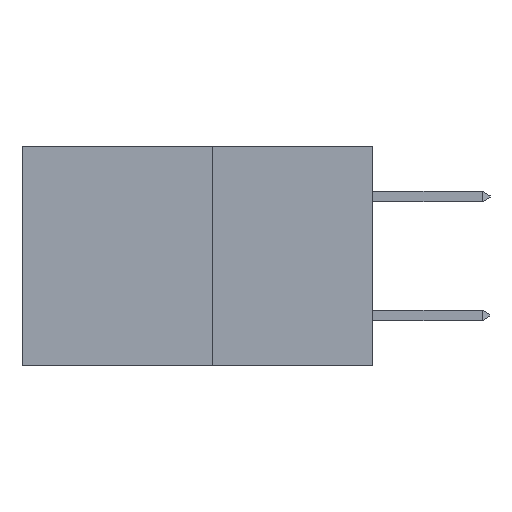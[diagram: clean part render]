
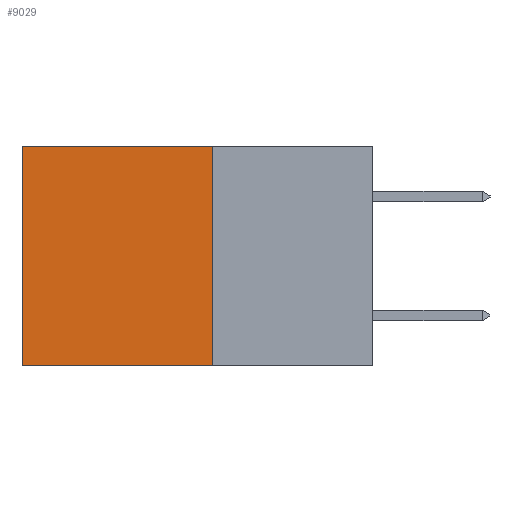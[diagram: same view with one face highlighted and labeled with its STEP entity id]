
A CAD part, left-side view. The second image highlights one B-rep face of the part: STEP entity #9029.
In plain terms, the highlighted planar face has unit normal (-1, 0, 0).
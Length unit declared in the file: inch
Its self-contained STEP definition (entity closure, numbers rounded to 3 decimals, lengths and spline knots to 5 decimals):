
#1188 = CARTESIAN_POINT ( 'NONE',  ( 0.277, 0.27, -0.37 ) ) ;
#1595 = DIRECTION ( 'NONE',  ( 0., 1., 0. ) ) ;
#3066 = DIRECTION ( 'NONE',  ( 0., 0., -1. ) ) ;
#3242 = LINE ( 'NONE', #6086, #7558 ) ;
#3640 = ORIENTED_EDGE ( 'NONE', *, *, #22134, .T. ) ;
#4192 = VERTEX_POINT ( 'NONE', #19661 ) ;
#4475 = CARTESIAN_POINT ( 'NONE',  ( 0.277, 0.27, 0. ) ) ;
#5596 = ORIENTED_EDGE ( 'NONE', *, *, #23471, .F. ) ;
#6086 = CARTESIAN_POINT ( 'NONE',  ( 0.277, 0.27, -0.37 ) ) ;
#7083 = DIRECTION ( 'NONE',  ( 0., 1., 0. ) ) ;
#7558 = VECTOR ( 'NONE', #16970, 39.37008 ) ;
#8457 = FACE_OUTER_BOUND ( 'NONE', #9975, .T. ) ;
#9029 = ADVANCED_FACE ( 'NONE', ( #8457 ), #13890, .F. ) ;
#9060 = ORIENTED_EDGE ( 'NONE', *, *, #10203, .F. ) ;
#9099 = VECTOR ( 'NONE', #12604, 39.37008 ) ;
#9736 = ORIENTED_EDGE ( 'NONE', *, *, #20413, .T. ) ;
#9975 = EDGE_LOOP ( 'NONE', ( #3640, #5596, #9060, #9736 ) ) ;
#10188 = AXIS2_PLACEMENT_3D ( 'NONE', #1188, #13974, #3066 ) ;
#10203 = EDGE_CURVE ( 'NONE', #10281, #4192, #3242, .T. ) ;
#10281 = VERTEX_POINT ( 'NONE', #4475 ) ;
#10730 = CARTESIAN_POINT ( 'NONE',  ( 0.277, 0.27, -0.37 ) ) ;
#11163 = VECTOR ( 'NONE', #7083, 39.37008 ) ;
#11700 = VERTEX_POINT ( 'NONE', #12433 ) ;
#12433 = CARTESIAN_POINT ( 'NONE',  ( 0.277, 0.59, -0.37 ) ) ;
#12604 = DIRECTION ( 'NONE',  ( 0., 0., -1. ) ) ;
#12696 = VECTOR ( 'NONE', #1595, 39.37008 ) ;
#13890 = PLANE ( 'NONE',  #10188 ) ;
#13974 = DIRECTION ( 'NONE',  ( 1., 0., 0. ) ) ;
#15273 = VERTEX_POINT ( 'NONE', #15529 ) ;
#15529 = CARTESIAN_POINT ( 'NONE',  ( 0.277, 0.59, 0. ) ) ;
#16273 = CARTESIAN_POINT ( 'NONE',  ( 0.277, 0.59, -0.37 ) ) ;
#16970 = DIRECTION ( 'NONE',  ( 0., 0., -1. ) ) ;
#18216 = LINE ( 'NONE', #16273, #9099 ) ;
#19661 = CARTESIAN_POINT ( 'NONE',  ( 0.277, 0.27, -0.37 ) ) ;
#19777 = CARTESIAN_POINT ( 'NONE',  ( 0.277, 0.27, 0. ) ) ;
#20413 = EDGE_CURVE ( 'NONE', #10281, #15273, #20813, .T. ) ;
#20813 = LINE ( 'NONE', #19777, #11163 ) ;
#22134 = EDGE_CURVE ( 'NONE', #15273, #11700, #18216, .T. ) ;
#22298 = LINE ( 'NONE', #10730, #12696 ) ;
#23471 = EDGE_CURVE ( 'NONE', #4192, #11700, #22298, .T. ) ;
